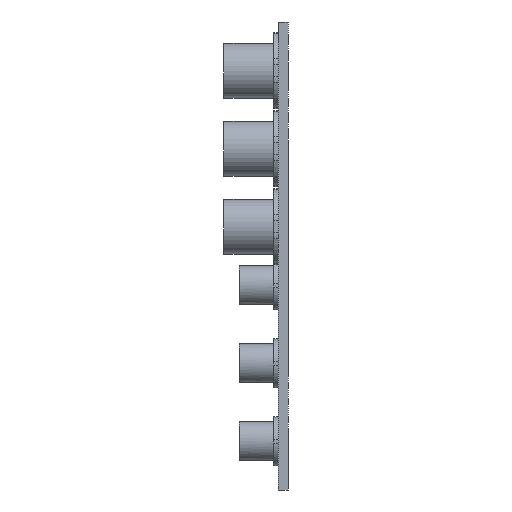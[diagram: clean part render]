
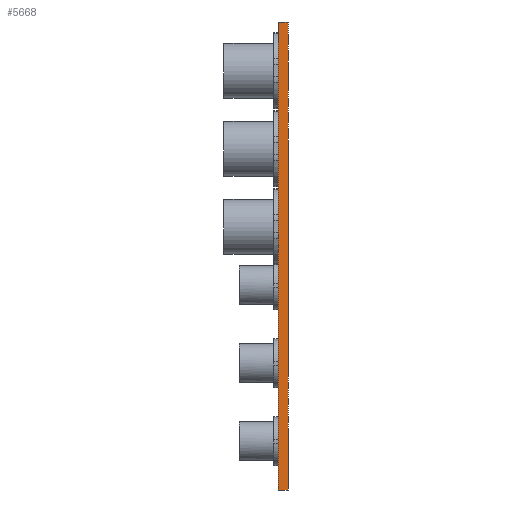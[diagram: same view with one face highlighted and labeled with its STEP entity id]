
A CAD part, left-side view. The second image highlights one B-rep face of the part: STEP entity #5668.
In plain terms, the highlighted planar face has unit normal (-1, 0, 0).
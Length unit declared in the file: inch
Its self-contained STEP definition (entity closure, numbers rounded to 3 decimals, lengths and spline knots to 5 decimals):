
#75 = DIRECTION ( 'NONE',  ( 1., 0., 0. ) ) ;
#691 = AXIS2_PLACEMENT_3D ( 'NONE', #13084, #75, #12207 ) ;
#924 = EDGE_CURVE ( 'NONE', #16733, #3180, #12657, .T. ) ;
#2284 = CARTESIAN_POINT ( 'NONE',  ( 0., 0.25, 12. ) ) ;
#3163 = LINE ( 'NONE', #10968, #14732 ) ;
#3180 = VERTEX_POINT ( 'NONE', #6628 ) ;
#4281 = DIRECTION ( 'NONE',  ( 0., 0., 1. ) ) ;
#4776 = DIRECTION ( 'NONE',  ( 0., -1., 0. ) ) ;
#5569 = EDGE_CURVE ( 'NONE', #3180, #15496, #15209, .T. ) ;
#5668 = ADVANCED_FACE ( 'NONE', ( #6568 ), #9539, .F. ) ;
#6568 = FACE_OUTER_BOUND ( 'NONE', #9902, .T. ) ;
#6628 = CARTESIAN_POINT ( 'NONE',  ( 0., 0.25, 12. ) ) ;
#7247 = VECTOR ( 'NONE', #4776, 39.37008 ) ;
#7510 = CARTESIAN_POINT ( 'NONE',  ( 0., 0.25, 0. ) ) ;
#7602 = EDGE_CURVE ( 'NONE', #16733, #14299, #14591, .T. ) ;
#7967 = CARTESIAN_POINT ( 'NONE',  ( 0., 0., 12. ) ) ;
#9539 = PLANE ( 'NONE',  #691 ) ;
#9902 = EDGE_LOOP ( 'NONE', ( #12608, #13909, #13351, #14018 ) ) ;
#10968 = CARTESIAN_POINT ( 'NONE',  ( 0., 0., 0. ) ) ;
#11587 = CARTESIAN_POINT ( 'NONE',  ( 0., 0.25, 0. ) ) ;
#12154 = VECTOR ( 'NONE', #13001, 39.37008 ) ;
#12207 = DIRECTION ( 'NONE',  ( 0., 0., -1. ) ) ;
#12608 = ORIENTED_EDGE ( 'NONE', *, *, #15612, .T. ) ;
#12657 = LINE ( 'NONE', #7510, #12154 ) ;
#13001 = DIRECTION ( 'NONE',  ( 0., 0., 1. ) ) ;
#13084 = CARTESIAN_POINT ( 'NONE',  ( 0., 0.25, 0. ) ) ;
#13351 = ORIENTED_EDGE ( 'NONE', *, *, #924, .F. ) ;
#13673 = CARTESIAN_POINT ( 'NONE',  ( 0., 0., 0. ) ) ;
#13909 = ORIENTED_EDGE ( 'NONE', *, *, #5569, .F. ) ;
#14018 = ORIENTED_EDGE ( 'NONE', *, *, #7602, .T. ) ;
#14299 = VERTEX_POINT ( 'NONE', #13673 ) ;
#14591 = LINE ( 'NONE', #15705, #15556 ) ;
#14732 = VECTOR ( 'NONE', #4281, 39.37008 ) ;
#15209 = LINE ( 'NONE', #2284, #7247 ) ;
#15496 = VERTEX_POINT ( 'NONE', #7967 ) ;
#15556 = VECTOR ( 'NONE', #16902, 39.37008 ) ;
#15612 = EDGE_CURVE ( 'NONE', #14299, #15496, #3163, .T. ) ;
#15705 = CARTESIAN_POINT ( 'NONE',  ( 0., 0.25, 0. ) ) ;
#16733 = VERTEX_POINT ( 'NONE', #11587 ) ;
#16902 = DIRECTION ( 'NONE',  ( 0., -1., 0. ) ) ;
